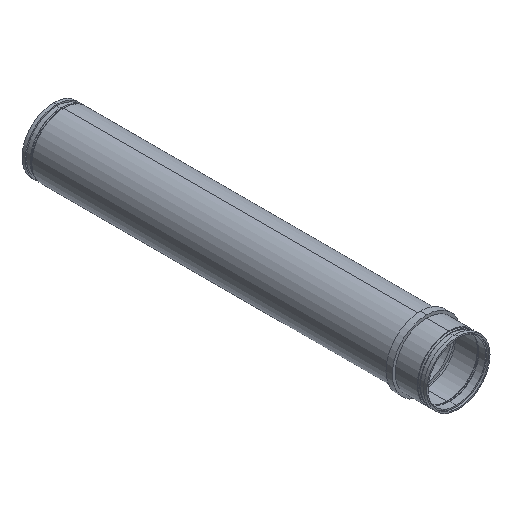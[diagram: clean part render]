
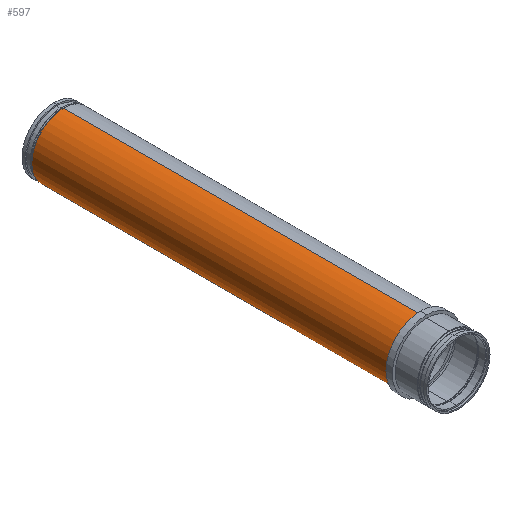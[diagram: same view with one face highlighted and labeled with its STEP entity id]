
A CAD part, isometric view. The second image highlights one B-rep face of the part: STEP entity #597.
In plain terms, the highlighted cylindrical face has radius 50 mm (diameter 100 mm), a partial arc.
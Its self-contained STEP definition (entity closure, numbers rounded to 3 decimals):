
#110 = DIRECTION ( 'NONE',  ( 0., 0., -1. ) ) ;
#111 = DIRECTION ( 'NONE',  ( 0., -1., 0. ) ) ;
#112 = CARTESIAN_POINT ( 'NONE',  ( 0., 60., 0. ) ) ;
#113 = AXIS2_PLACEMENT_3D ( 'NONE', #112, #111, #110 ) ;
#114 = CIRCLE ( 'NONE', #113, 50. ) ;
#294 = VERTEX_POINT ( 'NONE', #912 ) ;
#350 = VERTEX_POINT ( 'NONE', #1034 ) ;
#352 = EDGE_CURVE ( 'NONE', #350, #353, #1033, .T. ) ;
#353 = VERTEX_POINT ( 'NONE', #1029 ) ;
#356 = VERTEX_POINT ( 'NONE', #1023 ) ;
#358 = EDGE_CURVE ( 'NONE', #294, #356, #1022, .T. ) ;
#597 = ADVANCED_FACE ( 'NONE', ( #1440 ), #1439, .T. ) ;
#598 = EDGE_LOOP ( 'NONE', ( #599, #600, #602, #651 ) ) ;
#599 = ORIENTED_EDGE ( 'NONE', *, *, #352, .F. ) ;
#600 = ORIENTED_EDGE ( 'NONE', *, *, #601, .T. ) ;
#601 = EDGE_CURVE ( 'NONE', #350, #294, #1438, .T. ) ;
#602 = ORIENTED_EDGE ( 'NONE', *, *, #358, .T. ) ;
#651 = ORIENTED_EDGE ( 'NONE', *, *, #667, .F. ) ;
#667 = EDGE_CURVE ( 'NONE', #353, #356, #114, .T. ) ;
#912 = CARTESIAN_POINT ( 'NONE',  ( 0., 625., -50. ) ) ;
#1019 = DIRECTION ( 'NONE',  ( 0., -1., 0. ) ) ;
#1020 = VECTOR ( 'NONE', #1019, 1000. ) ;
#1021 = CARTESIAN_POINT ( 'NONE',  ( 0., 0., -50. ) ) ;
#1022 = LINE ( 'NONE', #1021, #1020 ) ;
#1023 = CARTESIAN_POINT ( 'NONE',  ( 0., 60., -50. ) ) ;
#1029 = CARTESIAN_POINT ( 'NONE',  ( 0., 60., 50. ) ) ;
#1030 = DIRECTION ( 'NONE',  ( 0., -1., 0. ) ) ;
#1031 = VECTOR ( 'NONE', #1030, 1000. ) ;
#1032 = CARTESIAN_POINT ( 'NONE',  ( 0., 0., 50. ) ) ;
#1033 = LINE ( 'NONE', #1032, #1031 ) ;
#1034 = CARTESIAN_POINT ( 'NONE',  ( 0., 625., 50. ) ) ;
#1431 = DIRECTION ( 'NONE',  ( 0., 0., -1. ) ) ;
#1432 = DIRECTION ( 'NONE',  ( 0., -1., 0. ) ) ;
#1433 = CARTESIAN_POINT ( 'NONE',  ( 0., 625., 0. ) ) ;
#1434 = AXIS2_PLACEMENT_3D ( 'NONE', #1433, #1432, #1431 ) ;
#1435 = DIRECTION ( 'NONE',  ( 0., 0., -1. ) ) ;
#1436 = DIRECTION ( 'NONE',  ( 0., -1., 0. ) ) ;
#1437 = AXIS2_PLACEMENT_3D ( 'NONE', #1444, #1436, #1435 ) ;
#1438 = CIRCLE ( 'NONE', #1434, 50. ) ;
#1439 = CYLINDRICAL_SURFACE ( 'NONE', #1437, 50. ) ;
#1440 = FACE_OUTER_BOUND ( 'NONE', #598, .T. ) ;
#1444 = CARTESIAN_POINT ( 'NONE',  ( 0., 0., 0. ) ) ;
